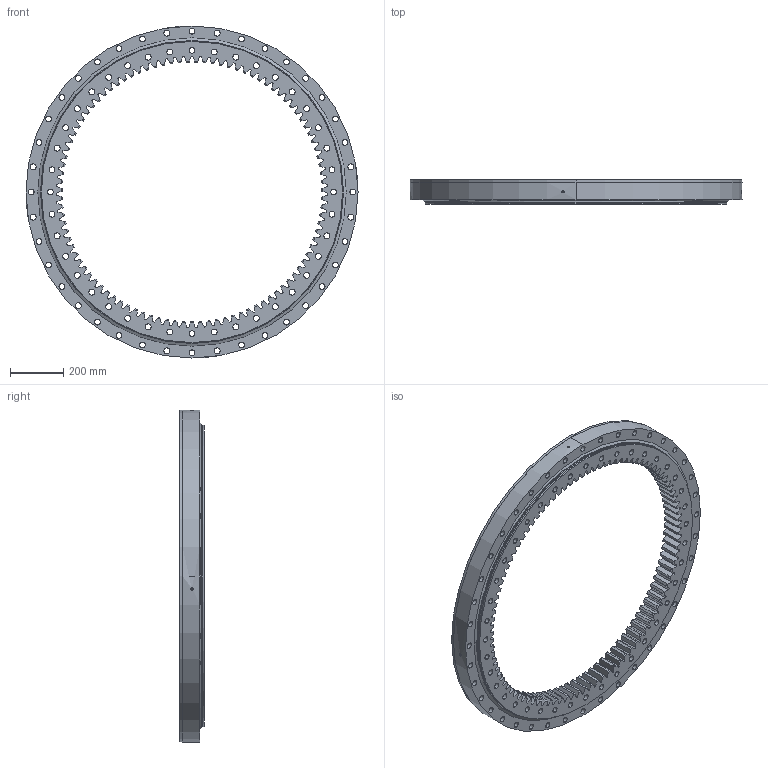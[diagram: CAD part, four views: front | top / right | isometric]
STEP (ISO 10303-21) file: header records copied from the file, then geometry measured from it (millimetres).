
FILE_DESCRIPTION (( 'STEP AP203' ), '1' );
FILE_NAME ('07-1140-13.STEP', '2017-12-27T11:56:01', ( 'defontaine' ), ( 'Hewlett-Packard Company' ), 'SwSTEP 2.0', 'SolidWorks 2016', '' );
FILE_SCHEMA (( 'CONFIG_CONTROL_DESIGN' ));
Length unit declared in the file: millimetre
Products named in the file (1): 07-1140-13
Bounding box: 1251 x 91 x 1251 mm (x, y, z)
Volume: 28670499.7 mm3; surface area: 2934953.6 mm2
Topology: 5 solids, 5 shells, 841 faces, 2459 edges, 1630 vertices
Faces by surface type: cylinder 387, cone 215, plane 214, torus 25
Entity records: 29623 total; most frequent: CARTESIAN_POINT 6727, ORIENTED_EDGE 4918, DIRECTION 4748, EDGE_CURVE 2459, AXIS2_PLACEMENT_3D 1875, VERTEX_POINT 1630, CIRCLE 1033, EDGE_LOOP 1019
